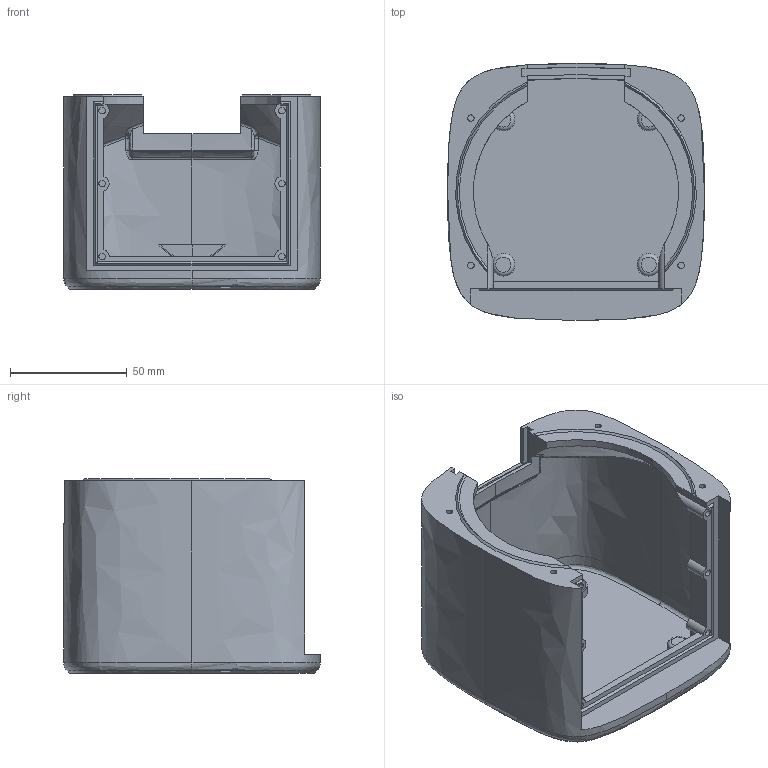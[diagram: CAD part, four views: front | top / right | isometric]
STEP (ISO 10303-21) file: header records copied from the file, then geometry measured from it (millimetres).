
FILE_DESCRIPTION(/* description */ (''),/* implementation_level */ '2;1');
FILE_NAME(/* name */ '15W Speaker Chamber.step',/* time_stamp */ '2025-05-29T21:40:34+01:00',/* author */ (''),/* organization */ (''),/* preprocessor_version */ 'ST-DEVELOPER v20.1',/* originating_system */ 'Autodesk Translation Framework v14.10.0.0',/* authorisation */ '');
FILE_SCHEMA (('AUTOMOTIVE_DESIGN { 1 0 10303 214 3 1 1 }'));
Length unit declared in the file: millimetre
Products named in the file (2): 15W Chamber printable; Chamber printable v32
Assembly tree (1 placements, depth 2):
  15W Chamber printable
    Chamber printable v32
Bounding box: 110 x 110 x 83.3 mm (x, y, z)
Volume: 136292.5 mm3; surface area: 79595.3 mm2
Topology: 1 solids, 1 shells, 262 faces, 658 edges, 410 vertices
Faces by surface type: plane 130, bspline 78, cylinder 33, cone 14, torus 5, sphere 2
Full cylindrical faces by diameter (mm): 2.8 x4, 6.5 x4, 9.7 x4
Entity records: 10690 total; most frequent: CARTESIAN_POINT 4962, ORIENTED_EDGE 1304, DIRECTION 954, EDGE_CURVE 652, VERTEX_POINT 410, LINE 340, VECTOR 340, AXIS2_PLACEMENT_3D 307
